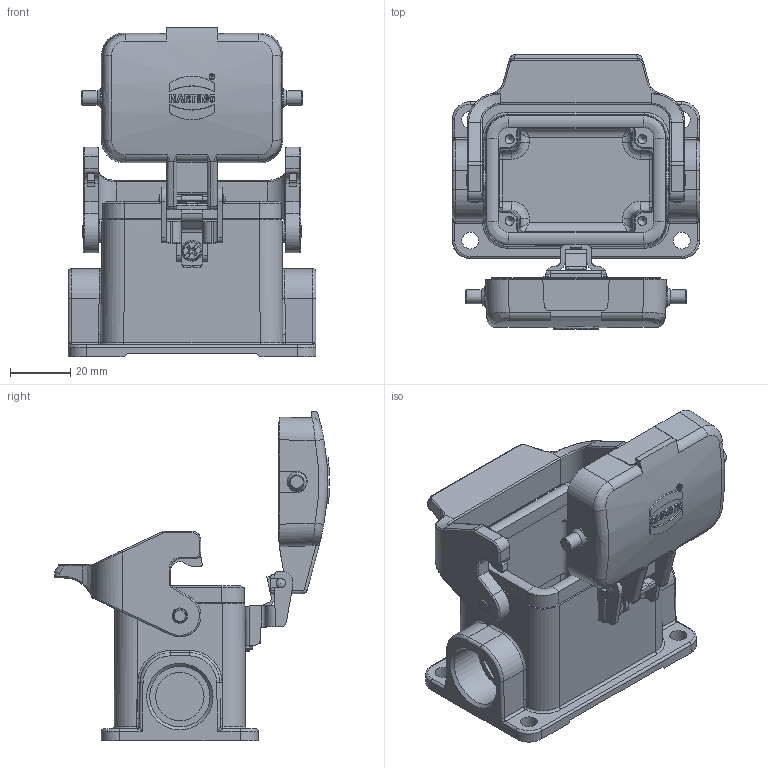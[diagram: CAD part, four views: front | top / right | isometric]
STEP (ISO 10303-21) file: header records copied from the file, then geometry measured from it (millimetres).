
FILE_DESCRIPTION(/* description */ (''),/* implementation_level */ '2;1');
FILE_NAME(/* name */ '100119713ugm000_d.stp',/* time_stamp */ '2017-11-03T12:19:27+01:00',/* author */ (''),/* organization */ (''),/* preprocessor_version */ 'ST-DEVELOPER v16',/* originating_system */ 'SIEMENS PLM Software NX 10.0',/* authorisation */ '');
FILE_SCHEMA (('AUTOMOTIVE_DESIGN { 1 0 10303 214 3 1 1 1 }'));
Length unit declared in the file: millimetre
Products named in the file (1): 100119713ugm000_d
Bounding box: 82 x 91.05 x 109.29 mm (x, y, z)
Volume: 92189.4 mm3; surface area: 50207.7 mm2
Topology: 3 solids, 3 shells, 886 faces, 2860 edges, 2544 vertices
Faces by surface type: plane 308, cylinder 280, bspline 215, cone 34, torus 25, extrusion 16, sphere 8
Full cylindrical faces by diameter (mm): 2 x2, 3 x6, 4 x3, 4.75 x2, 4.8 x2, 5 x2, 5.1 x2, 5.6 x4, 6.5 x2, 7 x3, 16 x1, 20 x2
Entity records: 42772 total; most frequent: CARTESIAN_POINT 15325, ORIENTED_EDGE 4344, DIRECTION 3817, EDGE_CURVE 2172, VERTEX_POINT 1391, AXIS2_PLACEMENT_3D 1346, PRESENTATION_STYLE_ASSIGNMENT 1200, VECTOR 1125
